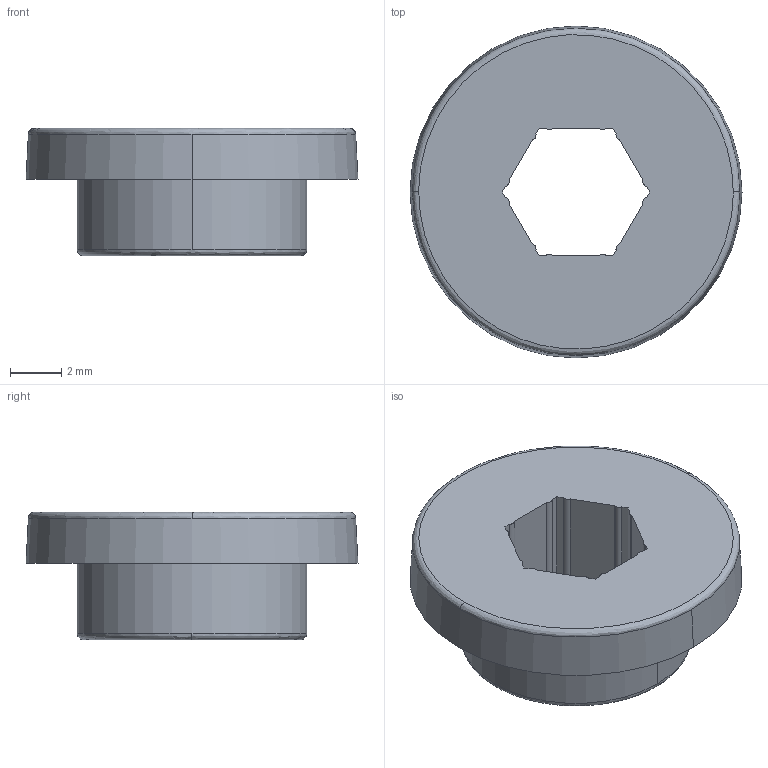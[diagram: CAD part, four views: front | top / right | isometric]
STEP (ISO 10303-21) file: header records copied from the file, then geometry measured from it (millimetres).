
FILE_DESCRIPTION (( 'STEP AP203' ), '1' );
FILE_NAME ('REV-41-1326_Default.step', '2016-09-04T21:39:03', ( '' ), ( '' ), 'SwSTEP 2.0', 'SolidWorks 2015', '' );
FILE_SCHEMA (( 'CONFIG_CONTROL_DESIGN' ));
Length unit declared in the file: inch
Products named in the file (1): REV-41-1326_Default
Bounding box: 13 x 13 x 5 mm (x, y, z)
Volume: 343.5 mm3; surface area: 465.3 mm2
Topology: 1 solids, 1 shells, 47 faces, 132 edges, 88 vertices
Faces by surface type: plane 21, cylinder 20, bspline 4, cone 2
Entity records: 1935 total; most frequent: CARTESIAN_POINT 606, DIRECTION 268, ORIENTED_EDGE 264, EDGE_CURVE 132, AXIS2_PLACEMENT_3D 96, VERTEX_POINT 88, LINE 76, VECTOR 76
